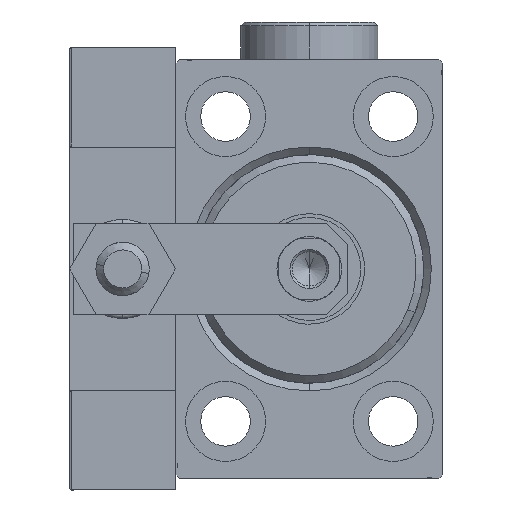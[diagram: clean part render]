
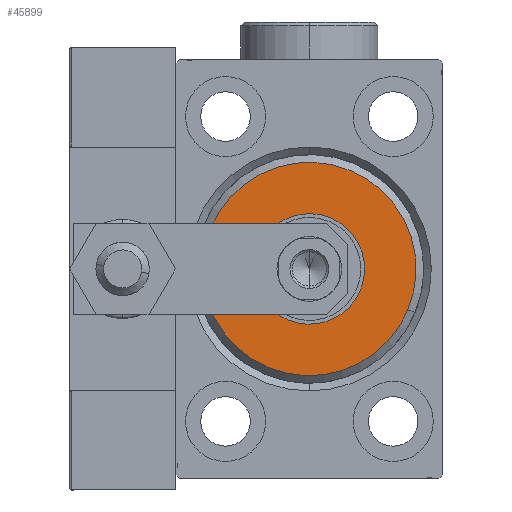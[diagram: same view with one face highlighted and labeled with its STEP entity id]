
A CAD part, left-side view. The second image highlights one B-rep face of the part: STEP entity #45899.
In plain terms, the highlighted face is planar.
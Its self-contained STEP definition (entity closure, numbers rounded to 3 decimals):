
#2384 = CARTESIAN_POINT ( 'NONE',  ( 3., 0., 0. ) ) ;
#6047 = DIRECTION ( 'NONE',  ( 0., 0., -1. ) ) ;
#6490 = CIRCLE ( 'NONE', #20613, 7.25 ) ;
#6614 = ORIENTED_EDGE ( 'NONE', *, *, #25138, .F. ) ;
#7767 = CARTESIAN_POINT ( 'NONE',  ( 3., 0., 0. ) ) ;
#9912 = CARTESIAN_POINT ( 'NONE',  ( 3., 0., 0. ) ) ;
#9997 = ORIENTED_EDGE ( 'NONE', *, *, #51360, .T. ) ;
#10653 = FACE_OUTER_BOUND ( 'NONE', #27763, .T. ) ;
#11667 = DIRECTION ( 'NONE',  ( 0., 0., -1. ) ) ;
#13840 = DIRECTION ( 'NONE',  ( 0., 0., -1. ) ) ;
#14822 = FACE_BOUND ( 'NONE', #46277, .T. ) ;
#17509 = DIRECTION ( 'NONE',  ( 1., 0., 0. ) ) ;
#17766 = ORIENTED_EDGE ( 'NONE', *, *, #32533, .F. ) ;
#18964 = EDGE_CURVE ( 'NONE', #38626, #37006, #37167, .T. ) ;
#20613 = AXIS2_PLACEMENT_3D ( 'NONE', #2384, #22438, #13840 ) ;
#20969 = ORIENTED_EDGE ( 'NONE', *, *, #18964, .T. ) ;
#21150 = CARTESIAN_POINT ( 'NONE',  ( 3., 0., -14. ) ) ;
#22438 = DIRECTION ( 'NONE',  ( 1., 0., 0. ) ) ;
#25138 = EDGE_CURVE ( 'NONE', #42806, #29429, #6490, .T. ) ;
#25293 = DIRECTION ( 'NONE',  ( 1., 0., 0. ) ) ;
#25637 = CARTESIAN_POINT ( 'NONE',  ( 3., 0., -7.25 ) ) ;
#27763 = EDGE_LOOP ( 'NONE', ( #9997, #20969 ) ) ;
#28009 = CARTESIAN_POINT ( 'NONE',  ( 3., 0., 7.25 ) ) ;
#28732 = CIRCLE ( 'NONE', #30426, 14. ) ;
#29429 = VERTEX_POINT ( 'NONE', #28009 ) ;
#29467 = DIRECTION ( 'NONE',  ( 0., 0., -1. ) ) ;
#30426 = AXIS2_PLACEMENT_3D ( 'NONE', #7767, #48436, #11667 ) ;
#31840 = CARTESIAN_POINT ( 'NONE',  ( 3., 0., 14. ) ) ;
#31994 = DIRECTION ( 'NONE',  ( 0., 0., -1. ) ) ;
#32533 = EDGE_CURVE ( 'NONE', #29429, #42806, #34212, .T. ) ;
#33411 = CARTESIAN_POINT ( 'NONE',  ( 3., 0., 0. ) ) ;
#34212 = CIRCLE ( 'NONE', #35884, 7.25 ) ;
#34433 = AXIS2_PLACEMENT_3D ( 'NONE', #34907, #36187, #31994 ) ;
#34907 = CARTESIAN_POINT ( 'NONE',  ( 3., 0., 0. ) ) ;
#35884 = AXIS2_PLACEMENT_3D ( 'NONE', #33411, #17509, #6047 ) ;
#36187 = DIRECTION ( 'NONE',  ( 1., 0., 0. ) ) ;
#37006 = VERTEX_POINT ( 'NONE', #31840 ) ;
#37167 = CIRCLE ( 'NONE', #39697, 14. ) ;
#38626 = VERTEX_POINT ( 'NONE', #21150 ) ;
#39697 = AXIS2_PLACEMENT_3D ( 'NONE', #9912, #25293, #29467 ) ;
#42806 = VERTEX_POINT ( 'NONE', #25637 ) ;
#45899 = ADVANCED_FACE ( 'NONE', ( #10653, #14822 ), #50567, .T. ) ;
#46277 = EDGE_LOOP ( 'NONE', ( #6614, #17766 ) ) ;
#48436 = DIRECTION ( 'NONE',  ( 1., 0., 0. ) ) ;
#50567 = PLANE ( 'NONE',  #34433 ) ;
#51360 = EDGE_CURVE ( 'NONE', #37006, #38626, #28732, .T. ) ;
